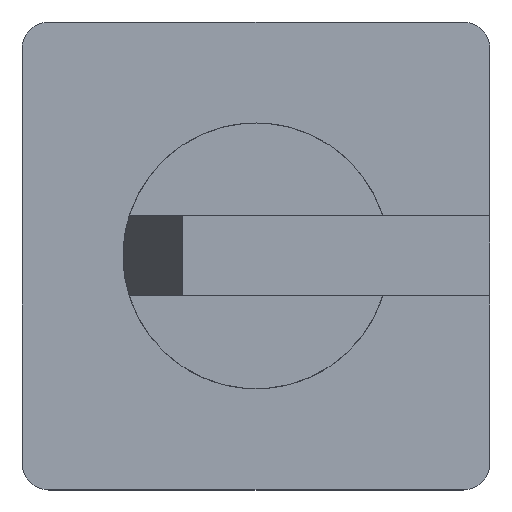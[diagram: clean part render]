
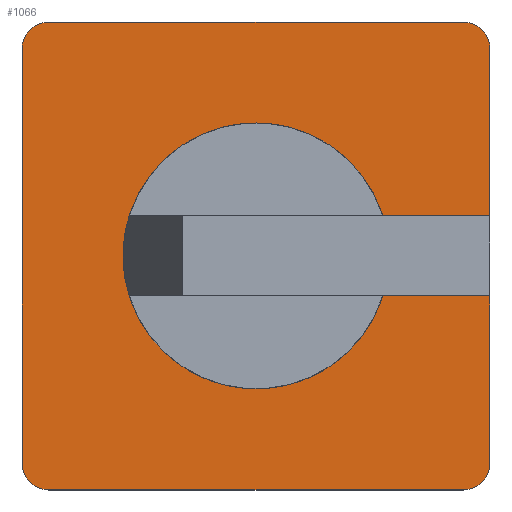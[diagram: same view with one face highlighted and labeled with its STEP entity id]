
A CAD part, top view. The second image highlights one B-rep face of the part: STEP entity #1066.
In plain terms, the highlighted planar face has unit normal (0, 0, 1).
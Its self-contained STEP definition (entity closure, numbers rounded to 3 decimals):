
#847=CARTESIAN_POINT('',(-39.,39.,8.));
#848=DIRECTION('',(0.,0.,-1.));
#849=DIRECTION('',(-1.,0.,0.));
#850=AXIS2_PLACEMENT_3D('',#847,#848,#849);
#852=DIRECTION('',(1.,0.,0.));
#853=VECTOR('',#852,78.);
#854=CARTESIAN_POINT('',(-39.,44.,8.));
#855=LINE('',#854,#853);
#856=CARTESIAN_POINT('',(39.,39.,8.));
#857=DIRECTION('',(0.,0.,-1.));
#858=DIRECTION('',(0.,1.,0.));
#859=AXIS2_PLACEMENT_3D('',#856,#857,#858);
#861=DIRECTION('',(0.,-1.,0.));
#862=VECTOR('',#861,78.);
#863=CARTESIAN_POINT('',(44.,39.,8.));
#864=LINE('',#863,#862);
#865=CARTESIAN_POINT('',(39.,-39.,8.));
#866=DIRECTION('',(0.,0.,-1.));
#867=DIRECTION('',(1.,0.,0.));
#868=AXIS2_PLACEMENT_3D('',#865,#866,#867);
#870=DIRECTION('',(-1.,0.,0.));
#871=VECTOR('',#870,78.);
#872=CARTESIAN_POINT('',(39.,-44.,8.));
#873=LINE('',#872,#871);
#874=CARTESIAN_POINT('',(-39.,-39.,8.));
#875=DIRECTION('',(0.,0.,-1.));
#876=DIRECTION('',(0.,-1.,0.));
#877=AXIS2_PLACEMENT_3D('',#874,#875,#876);
#879=DIRECTION('',(0.,1.,0.));
#880=VECTOR('',#879,78.);
#881=CARTESIAN_POINT('',(-44.,-39.,8.));
#882=LINE('',#881,#880);
#899=CARTESIAN_POINT('',(-39.,44.,8.));
#900=VERTEX_POINT('',#899);
#901=CARTESIAN_POINT('',(-44.,39.,8.));
#902=VERTEX_POINT('',#901);
#903=CARTESIAN_POINT('',(39.,44.,8.));
#904=VERTEX_POINT('',#903);
#905=CARTESIAN_POINT('',(44.,39.,8.));
#906=VERTEX_POINT('',#905);
#907=CARTESIAN_POINT('',(44.,-39.,8.));
#908=VERTEX_POINT('',#907);
#909=CARTESIAN_POINT('',(39.,-44.,8.));
#910=VERTEX_POINT('',#909);
#911=CARTESIAN_POINT('',(-39.,-44.,8.));
#912=VERTEX_POINT('',#911);
#913=CARTESIAN_POINT('',(-44.,-39.,8.));
#914=VERTEX_POINT('',#913);
#1051=CARTESIAN_POINT('',(0.,0.,8.));
#1052=DIRECTION('',(0.,0.,1.));
#1053=DIRECTION('',(1.,0.,0.));
#1054=AXIS2_PLACEMENT_3D('',#1051,#1052,#1053);
#1055=PLANE('',#1054);
#1056=ORIENTED_EDGE('',*,*,#947,.T.);
#1057=ORIENTED_EDGE('',*,*,#963,.T.);
#1058=ORIENTED_EDGE('',*,*,#976,.T.);
#1059=ORIENTED_EDGE('',*,*,#991,.T.);
#1060=ORIENTED_EDGE('',*,*,#1004,.T.);
#1061=ORIENTED_EDGE('',*,*,#1019,.T.);
#1062=ORIENTED_EDGE('',*,*,#1032,.T.);
#1063=ORIENTED_EDGE('',*,*,#1044,.T.);
#1064=EDGE_LOOP('',(#1056,#1057,#1058,#1059,#1060,#1061,#1062,#1063));
#1065=FACE_OUTER_BOUND('',#1064,.F.);
#1066=ADVANCED_FACE('',(#1065),#1055,.T.);
#851=CIRCLE('',#850,5.);
#860=CIRCLE('',#859,5.);
#869=CIRCLE('',#868,5.);
#878=CIRCLE('',#877,5.);
#947=EDGE_CURVE('',#902,#900,#851,.T.);
#963=EDGE_CURVE('',#900,#904,#855,.T.);
#976=EDGE_CURVE('',#904,#906,#860,.T.);
#991=EDGE_CURVE('',#906,#908,#864,.T.);
#1004=EDGE_CURVE('',#908,#910,#869,.T.);
#1019=EDGE_CURVE('',#910,#912,#873,.T.);
#1032=EDGE_CURVE('',#912,#914,#878,.T.);
#1044=EDGE_CURVE('',#914,#902,#882,.T.);
